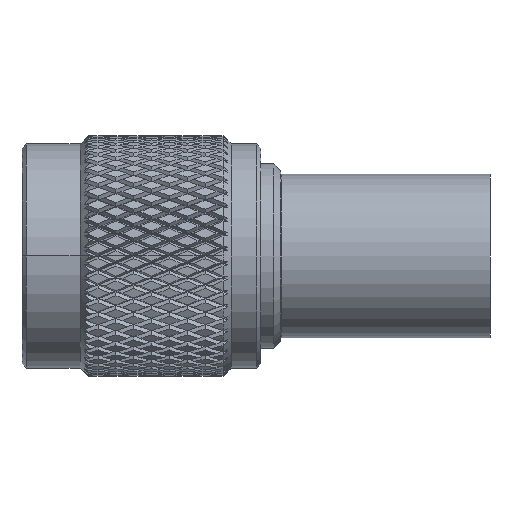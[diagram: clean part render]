
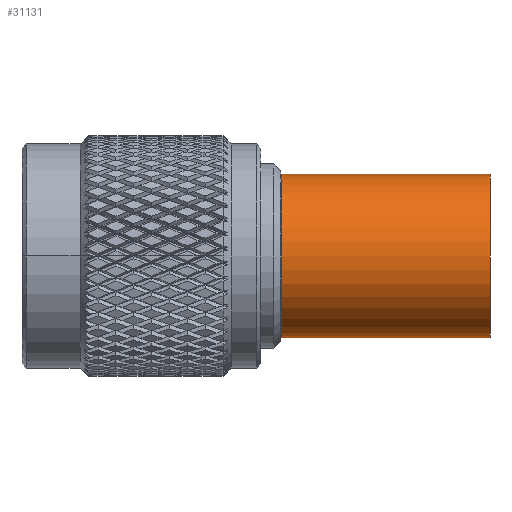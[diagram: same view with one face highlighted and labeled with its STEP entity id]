
A CAD part, front view. The second image highlights one B-rep face of the part: STEP entity #31131.
In plain terms, the highlighted cylindrical face has radius 4.917 mm (diameter 9.833 mm), a partial arc.
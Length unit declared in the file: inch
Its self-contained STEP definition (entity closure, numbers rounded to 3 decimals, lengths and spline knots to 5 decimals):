
#495 = DIRECTION ( 'NONE',  ( 1., 0., 0. ) ) ;
#2627 = CIRCLE ( 'NONE', #92303, 0.19357 ) ;
#3771 = VERTEX_POINT ( 'NONE', #80141 ) ;
#8443 = DIRECTION ( 'NONE',  ( 0., 0., -1. ) ) ;
#9041 = DIRECTION ( 'NONE',  ( 0., 0., -1. ) ) ;
#10202 = CARTESIAN_POINT ( 'NONE',  ( 1.11, 0., 0.19357 ) ) ;
#13968 = DIRECTION ( 'NONE',  ( 1., 0., 0. ) ) ;
#14277 = CARTESIAN_POINT ( 'NONE',  ( 0.61322, 0., -0.19357 ) ) ;
#16093 = CARTESIAN_POINT ( 'NONE',  ( 1.11, 0., 0. ) ) ;
#17637 = CARTESIAN_POINT ( 'NONE',  ( 0.61322, 0., 0. ) ) ;
#20651 = AXIS2_PLACEMENT_3D ( 'NONE', #17637, #60604, #9041 ) ;
#29891 = ORIENTED_EDGE ( 'NONE', *, *, #40467, .F. ) ;
#30374 = DIRECTION ( 'NONE',  ( 0., 0., -1. ) ) ;
#31131 = ADVANCED_FACE ( 'NONE', ( #62712 ), #91377, .T. ) ;
#35526 = DIRECTION ( 'NONE',  ( 1., 0., 0. ) ) ;
#37362 = ORIENTED_EDGE ( 'NONE', *, *, #85579, .T. ) ;
#37420 = CARTESIAN_POINT ( 'NONE',  ( 0.61473, 0., 0. ) ) ;
#37512 = VECTOR ( 'NONE', #13968, 39.37008 ) ;
#39789 = ORIENTED_EDGE ( 'NONE', *, *, #59448, .F. ) ;
#40467 = EDGE_CURVE ( 'NONE', #43978, #80663, #86552, .T. ) ;
#43978 = VERTEX_POINT ( 'NONE', #10202 ) ;
#44126 = ORIENTED_EDGE ( 'NONE', *, *, #79952, .T. ) ;
#53893 = AXIS2_PLACEMENT_3D ( 'NONE', #16093, #495, #8443 ) ;
#59448 = EDGE_CURVE ( 'NONE', #72766, #43978, #86876, .T. ) ;
#60604 = DIRECTION ( 'NONE',  ( 1., 0., 0. ) ) ;
#62712 = FACE_OUTER_BOUND ( 'NONE', #76451, .T. ) ;
#62857 = LINE ( 'NONE', #14277, #37512 ) ;
#71933 = VECTOR ( 'NONE', #35526, 39.37008 ) ;
#72258 = CARTESIAN_POINT ( 'NONE',  ( 0.61473, 0., 0.19357 ) ) ;
#72766 = VERTEX_POINT ( 'NONE', #72258 ) ;
#76451 = EDGE_LOOP ( 'NONE', ( #39789, #37362, #44126, #29891 ) ) ;
#79952 = EDGE_CURVE ( 'NONE', #3771, #80663, #62857, .T. ) ;
#80034 = CARTESIAN_POINT ( 'NONE',  ( 1.11, 0., -0.19357 ) ) ;
#80141 = CARTESIAN_POINT ( 'NONE',  ( 0.61473, 0., -0.19357 ) ) ;
#80663 = VERTEX_POINT ( 'NONE', #80034 ) ;
#81027 = DIRECTION ( 'NONE',  ( 1., 0., 0. ) ) ;
#85579 = EDGE_CURVE ( 'NONE', #72766, #3771, #2627, .T. ) ;
#86552 = CIRCLE ( 'NONE', #53893, 0.19357 ) ;
#86876 = LINE ( 'NONE', #93539, #71933 ) ;
#91377 = CYLINDRICAL_SURFACE ( 'NONE', #20651, 0.19357 ) ;
#92303 = AXIS2_PLACEMENT_3D ( 'NONE', #37420, #81027, #30374 ) ;
#93539 = CARTESIAN_POINT ( 'NONE',  ( 0.61322, 0., 0.19357 ) ) ;
